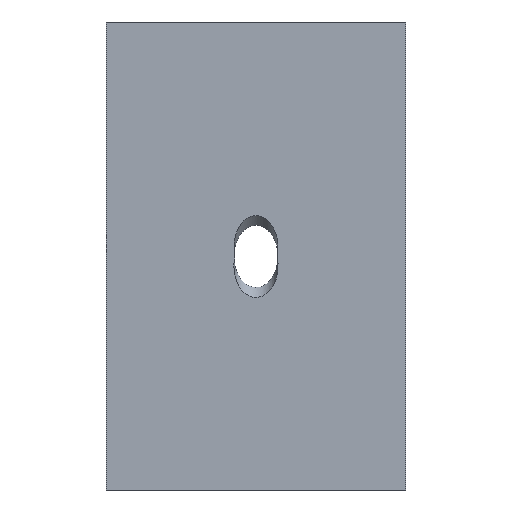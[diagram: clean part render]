
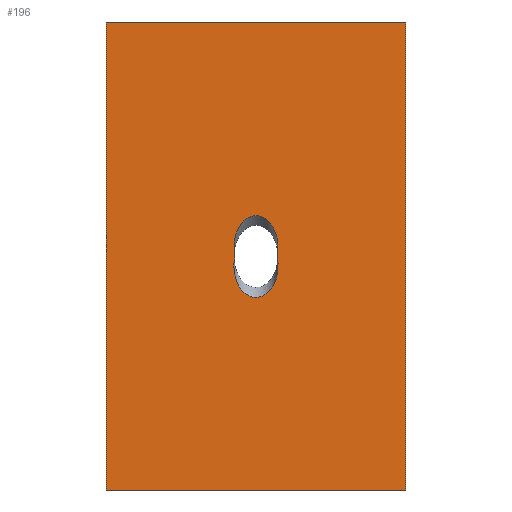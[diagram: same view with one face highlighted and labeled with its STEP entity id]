
A CAD part, front view. The second image highlights one B-rep face of the part: STEP entity #196.
In plain terms, the highlighted planar face has unit normal (0, -1, 0).
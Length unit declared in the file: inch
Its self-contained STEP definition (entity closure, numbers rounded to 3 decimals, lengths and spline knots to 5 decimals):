
#15=CIRCLE('',#233,0.04433);
#16=CIRCLE('',#235,0.04433);
#18=FACE_BOUND('',#69,.T.);
#24=LINE('',#452,#37);
#25=LINE('',#454,#38);
#26=LINE('',#456,#39);
#27=LINE('',#457,#40);
#37=VECTOR('',#274,0.3937);
#38=VECTOR('',#275,0.3937);
#39=VECTOR('',#276,0.3937);
#40=VECTOR('',#277,0.3937);
#46=PLANE('',#234);
#56=FACE_OUTER_BOUND('',#68,.T.);
#68=EDGE_LOOP('',(#158,#159,#160,#161));
#69=EDGE_LOOP('',(#162,#163,#164,#165,#166));
#81=ELLIPSE('',#223,0.06518,0.04609);
#85=ELLIPSE('',#230,0.06569,0.04645);
#86=ELLIPSE('',#231,0.06569,0.04645);
#87=VERTEX_POINT('',#296);
#88=VERTEX_POINT('',#297);
#98=VERTEX_POINT('',#428);
#99=VERTEX_POINT('',#430);
#100=VERTEX_POINT('',#439);
#101=VERTEX_POINT('',#450);
#102=VERTEX_POINT('',#451);
#103=VERTEX_POINT('',#453);
#104=VERTEX_POINT('',#455);
#105=EDGE_CURVE('',#87,#88,#81,.T.);
#118=EDGE_CURVE('',#99,#98,#85,.T.);
#121=EDGE_CURVE('',#98,#100,#86,.T.);
#122=EDGE_CURVE('',#100,#87,#15,.T.);
#123=EDGE_CURVE('',#101,#102,#24,.T.);
#124=EDGE_CURVE('',#102,#103,#25,.T.);
#125=EDGE_CURVE('',#103,#104,#26,.T.);
#126=EDGE_CURVE('',#104,#101,#27,.T.);
#127=EDGE_CURVE('',#88,#99,#16,.T.);
#158=ORIENTED_EDGE('',*,*,#123,.T.);
#159=ORIENTED_EDGE('',*,*,#124,.T.);
#160=ORIENTED_EDGE('',*,*,#125,.T.);
#161=ORIENTED_EDGE('',*,*,#126,.T.);
#162=ORIENTED_EDGE('',*,*,#105,.T.);
#163=ORIENTED_EDGE('',*,*,#127,.T.);
#164=ORIENTED_EDGE('',*,*,#118,.T.);
#165=ORIENTED_EDGE('',*,*,#121,.T.);
#166=ORIENTED_EDGE('',*,*,#122,.T.);
#196=ADVANCED_FACE('',(#56,#18),#46,.F.);
#223=AXIS2_PLACEMENT_3D('',#298,#245,#246);
#230=AXIS2_PLACEMENT_3D('',#431,#264,#265);
#231=AXIS2_PLACEMENT_3D('',#446,#266,#267);
#233=AXIS2_PLACEMENT_3D('',#448,#270,#271);
#234=AXIS2_PLACEMENT_3D('',#449,#272,#273);
#235=AXIS2_PLACEMENT_3D('',#458,#278,#279);
#245=DIRECTION('center_axis',(0.,1.,0.));
#246=DIRECTION('ref_axis',(0.,0.,-1.));
#264=DIRECTION('center_axis',(0.,1.,0.));
#265=DIRECTION('ref_axis',(0.,0.,1.));
#266=DIRECTION('center_axis',(0.,1.,0.));
#267=DIRECTION('ref_axis',(0.,0.,1.));
#270=DIRECTION('center_axis',(0.,1.,0.));
#271=DIRECTION('ref_axis',(1.,0.,0.));
#272=DIRECTION('center_axis',(0.,1.,0.));
#273=DIRECTION('ref_axis',(0.,0.,1.));
#274=DIRECTION('',(-1.,0.,0.));
#275=DIRECTION('',(0.,0.,-1.));
#276=DIRECTION('',(1.,0.,0.));
#277=DIRECTION('',(0.,0.,1.));
#278=DIRECTION('center_axis',(0.,1.,0.));
#279=DIRECTION('ref_axis',(1.,0.,0.));
#296=CARTESIAN_POINT('',(-0.35926,0.,-0.4904));
#297=CARTESIAN_POINT('',(-0.27066,0.,-0.4904));
#298=CARTESIAN_POINT('Origin',(-0.31496,0.,-0.47244));
#428=CARTESIAN_POINT('',(-0.36141,0.,-0.51348));
#430=CARTESIAN_POINT('',(-0.27066,0.,-0.49376));
#431=CARTESIAN_POINT('Origin',(-0.31496,0.,
-0.51348));
#439=CARTESIAN_POINT('',(-0.35926,0.,-0.49376));
#446=CARTESIAN_POINT('Origin',(-0.31496,0.,
-0.51348));
#448=CARTESIAN_POINT('Origin',(-0.31496,0.,-0.49213));
#449=CARTESIAN_POINT('Origin',(-0.31496,0.,-0.49213));
#450=CARTESIAN_POINT('',(0.,0.,0.));
#451=CARTESIAN_POINT('',(-0.62992,0.,0.));
#452=CARTESIAN_POINT('',(0.,0.,0.));
#453=CARTESIAN_POINT('',(-0.62992,0.,-0.98425));
#454=CARTESIAN_POINT('',(-0.62992,0.,0.));
#455=CARTESIAN_POINT('',(0.,0.,-0.98425));
#456=CARTESIAN_POINT('',(-0.62992,0.,-0.98425));
#457=CARTESIAN_POINT('',(0.,0.,-0.98425));
#458=CARTESIAN_POINT('Origin',(-0.31496,0.,-0.49213));
